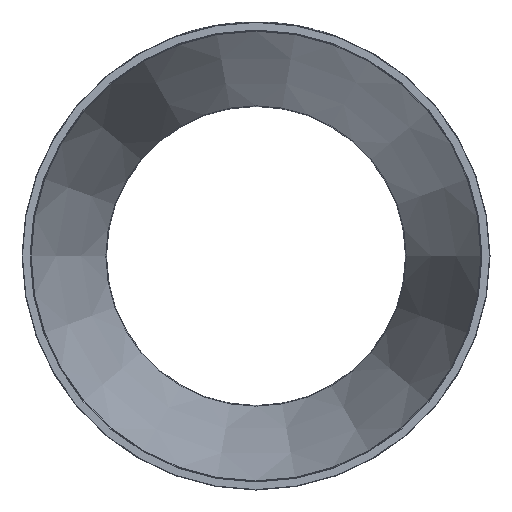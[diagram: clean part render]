
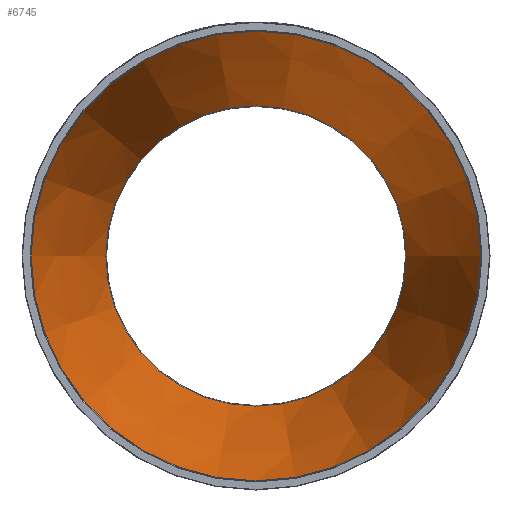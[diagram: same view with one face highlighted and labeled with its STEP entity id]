
A CAD part, left-side view. The second image highlights one B-rep face of the part: STEP entity #6745.
In plain terms, the highlighted conical face has half-angle 15.04 degrees and reference radius 61.062 mm.
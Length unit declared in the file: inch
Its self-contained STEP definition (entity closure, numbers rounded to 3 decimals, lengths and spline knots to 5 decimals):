
#13=CONICAL_SURFACE('',#7109,2.404,15.04);
#68=FACE_BOUND('',#2456,.T.);
#2036=FACE_OUTER_BOUND('',#2455,.T.);
#2455=EDGE_LOOP('',(#6305));
#2456=EDGE_LOOP('',(#6306));
#2607=CIRCLE('',#7108,2.88244);
#2608=CIRCLE('',#7110,1.92556);
#3311=VERTEX_POINT('',#15234);
#3312=VERTEX_POINT('',#15237);
#4311=EDGE_CURVE('',#3311,#3311,#2607,.T.);
#4312=EDGE_CURVE('',#3312,#3312,#2608,.T.);
#6305=ORIENTED_EDGE('',*,*,#4312,.F.);
#6306=ORIENTED_EDGE('',*,*,#4311,.F.);
#6745=ADVANCED_FACE('',(#2036,#68),#13,.F.);
#7108=AXIS2_PLACEMENT_3D('',#15235,#8271,#8272);
#7109=AXIS2_PLACEMENT_3D('',#15236,#8273,#8274);
#7110=AXIS2_PLACEMENT_3D('',#15238,#8275,#8276);
#8271=DIRECTION('center_axis',(1.,0.,0.));
#8272=DIRECTION('ref_axis',(0.,-1.,0.));
#8273=DIRECTION('center_axis',(-1.,0.,0.));
#8274=DIRECTION('ref_axis',(0.,1.,0.));
#8275=DIRECTION('center_axis',(-1.,0.,0.));
#8276=DIRECTION('ref_axis',(0.,-1.,0.));
#15234=CARTESIAN_POINT('',(0.40687,2.88244,0.));
#15235=CARTESIAN_POINT('Origin',(0.40687,0.,0.));
#15236=CARTESIAN_POINT('Origin',(2.1875,0.,0.));
#15237=CARTESIAN_POINT('',(3.96813,1.92556,0.));
#15238=CARTESIAN_POINT('Origin',(3.96813,0.,0.));
